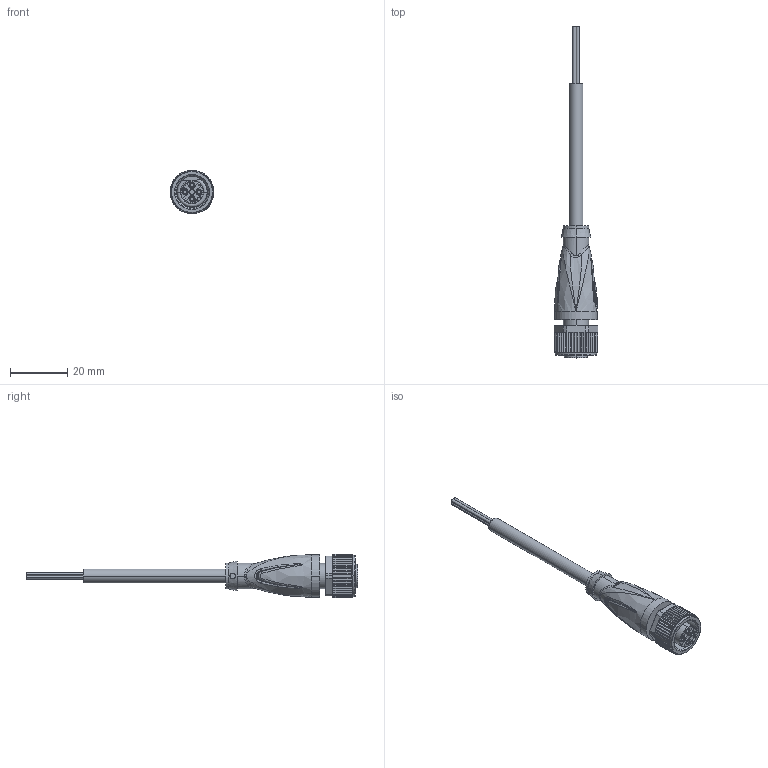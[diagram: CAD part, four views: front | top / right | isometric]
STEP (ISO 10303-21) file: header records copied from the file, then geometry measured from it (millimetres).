
FILE_DESCRIPTION(('STEP AP214'),'1');
FILE_NAME('cctmp_02CBDA6F-174E-441E-9084-4FB30B45CF57_2022_04_27_10_46_16_0043..stp','2022-04-27T08:46:20',('KiM GmbH'),('CADClick - www.CADClick.com'),'Spatial InterOp 3D postprocessed',' ','unknown authorization');
FILE_SCHEMA(('AUTOMOTIVE_DESIGN'));
Length unit declared in the file: millimetre
Products named in the file (7): T197747_1; Connection2; Cable; Connection1; Connection1_2; Connection1_1; T197747
Assembly tree (6 placements, depth 4):
  T197747
    T197747_1
      Connection2
      Cable
      Connection1
        Connection1_2
        Connection1_1
Bounding box: 15.4 x 116.4 x 15.37 mm (x, y, z)
Volume: 6721.9 mm3; surface area: 4997.5 mm2
Topology: 8 solids, 28 shells, 1068 faces, 2722 edges, 1713 vertices
Faces by surface type: plane 502, cylinder 222, torus 167, bspline 113, cone 64
Entity records: 52175 total; most frequent: CARTESIAN_POINT 23448, ORIENTED_EDGE 5380, DIRECTION 5159, EDGE_CURVE 2712, AXIS2_PLACEMENT_3D 1897, VERTEX_POINT 1713, LINE 1365, VECTOR 1365
